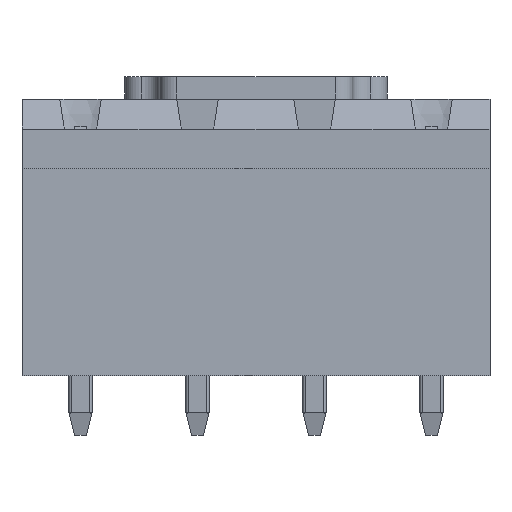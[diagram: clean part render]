
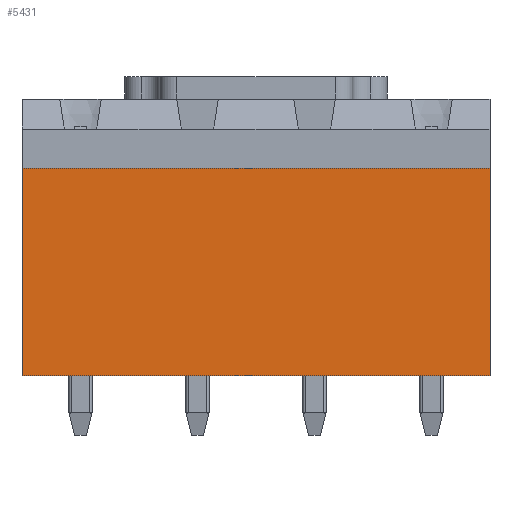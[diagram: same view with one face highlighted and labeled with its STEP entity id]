
A CAD part, front view. The second image highlights one B-rep face of the part: STEP entity #5431.
In plain terms, the highlighted planar face has unit normal (0, -1, 0).
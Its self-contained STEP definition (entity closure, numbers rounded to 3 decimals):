
#667=ORIENTED_EDGE('',*,*,#2146,.T.);
#668=ORIENTED_EDGE('',*,*,#1864,.T.);
#669=ORIENTED_EDGE('',*,*,#1974,.T.);
#670=ORIENTED_EDGE('',*,*,#2180,.T.);
#1864=EDGE_CURVE('',#2661,#2660,#3176,.T.);
#1974=EDGE_CURVE('',#2660,#2764,#3262,.T.);
#2146=EDGE_CURVE('',#2894,#2661,#3428,.T.);
#2180=EDGE_CURVE('',#2764,#2894,#3458,.T.);
#2660=VERTEX_POINT('',#7665);
#2661=VERTEX_POINT('',#7667);
#2764=VERTEX_POINT('',#7888);
#2894=VERTEX_POINT('',#8245);
#3176=LINE('',#7666,#3820);
#3262=LINE('',#7889,#3906);
#3428=LINE('',#8244,#4072);
#3458=LINE('',#8299,#4102);
#3820=VECTOR('',#6163,1000.);
#3906=VECTOR('',#6315,1000.);
#4072=VECTOR('',#6553,1000.);
#4102=VECTOR('',#6599,1000.);
#4514=EDGE_LOOP('',(#667,#668,#669,#670));
#4854=FACE_BOUND('',#4514,.T.);
#5190=PLANE('',#5806);
#5431=ADVANCED_FACE('',(#4854),#5190,.T.);
#5806=AXIS2_PLACEMENT_3D('',#8300,#6600,#6601);
#6163=DIRECTION('',(1.,0.,0.));
#6315=DIRECTION('',(0.,0.,1.));
#6553=DIRECTION('',(0.,0.,-1.));
#6599=DIRECTION('',(-1.,0.,0.));
#6600=DIRECTION('',(0.,-1.,0.));
#6601=DIRECTION('',(0.,0.,-1.));
#7665=CARTESIAN_POINT('',(10.16,0.7,-6.));
#7666=CARTESIAN_POINT('',(-10.16,0.7,-6.));
#7667=CARTESIAN_POINT('',(-10.16,0.7,-6.));
#7888=CARTESIAN_POINT('',(10.16,0.7,3.));
#7889=CARTESIAN_POINT('',(10.16,0.7,-6.));
#8244=CARTESIAN_POINT('',(-10.16,0.7,3.));
#8245=CARTESIAN_POINT('',(-10.16,0.7,3.));
#8299=CARTESIAN_POINT('',(10.16,0.7,3.));
#8300=CARTESIAN_POINT('',(0.,0.7,0.));
